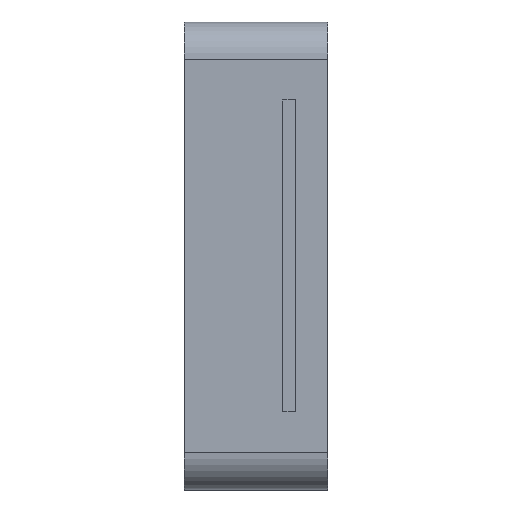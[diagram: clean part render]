
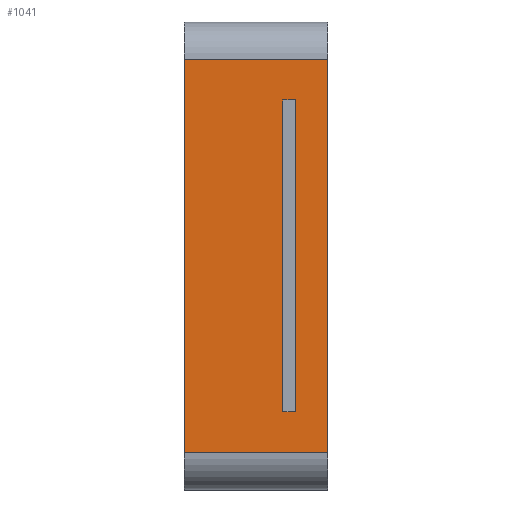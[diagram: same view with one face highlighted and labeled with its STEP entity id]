
A CAD part, left-side view. The second image highlights one B-rep face of the part: STEP entity #1041.
In plain terms, the highlighted planar face has unit normal (-1, 0, 0).
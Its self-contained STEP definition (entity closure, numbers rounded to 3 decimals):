
#39 = CARTESIAN_POINT ( 'NONE',  ( -2.9, 1.15, 1.575 ) ) ;
#50 = EDGE_CURVE ( 'NONE', #842, #493, #885, .T. ) ;
#93 = VERTEX_POINT ( 'NONE', #160 ) ;
#98 = CARTESIAN_POINT ( 'NONE',  ( -2.9, 0., -1.575 ) ) ;
#101 = CARTESIAN_POINT ( 'NONE',  ( -2.9, 0., 1.875 ) ) ;
#160 = CARTESIAN_POINT ( 'NONE',  ( -2.9, 1.15, 1.575 ) ) ;
#188 = DIRECTION ( 'NONE',  ( 0., 0., 1. ) ) ;
#211 = CARTESIAN_POINT ( 'NONE',  ( -2.9, 1.15, -1.575 ) ) ;
#277 = CARTESIAN_POINT ( 'NONE',  ( -2.9, 1.15, 1.875 ) ) ;
#288 = LINE ( 'NONE', #39, #318 ) ;
#305 = LINE ( 'NONE', #645, #1086 ) ;
#318 = VECTOR ( 'NONE', #1049, 1000. ) ;
#336 = EDGE_CURVE ( 'NONE', #917, #493, #305, .T. ) ;
#362 = ORIENTED_EDGE ( 'NONE', *, *, #571, .T. ) ;
#392 = CARTESIAN_POINT ( 'NONE',  ( -2.9, 0., 1.575 ) ) ;
#488 = AXIS2_PLACEMENT_3D ( 'NONE', #277, #789, #188 ) ;
#493 = VERTEX_POINT ( 'NONE', #98 ) ;
#519 = CARTESIAN_POINT ( 'NONE',  ( -2.9, 1.15, 1.875 ) ) ;
#538 = EDGE_LOOP ( 'NONE', ( #362, #584, #767, #982 ) ) ;
#556 = DIRECTION ( 'NONE',  ( 0., -1., 0. ) ) ;
#571 = EDGE_CURVE ( 'NONE', #93, #917, #909, .T. ) ;
#584 = ORIENTED_EDGE ( 'NONE', *, *, #336, .T. ) ;
#645 = CARTESIAN_POINT ( 'NONE',  ( -2.9, 1.15, -1.575 ) ) ;
#767 = ORIENTED_EDGE ( 'NONE', *, *, #50, .F. ) ;
#774 = DIRECTION ( 'NONE',  ( 0., 0., -1. ) ) ;
#785 = DIRECTION ( 'NONE',  ( 0., 0., -1. ) ) ;
#789 = DIRECTION ( 'NONE',  ( -1., 0., 0. ) ) ;
#842 = VERTEX_POINT ( 'NONE', #392 ) ;
#885 = LINE ( 'NONE', #101, #971 ) ;
#909 = LINE ( 'NONE', #519, #1050 ) ;
#917 = VERTEX_POINT ( 'NONE', #211 ) ;
#926 = EDGE_CURVE ( 'NONE', #842, #93, #288, .T. ) ;
#971 = VECTOR ( 'NONE', #785, 1000. ) ;
#982 = ORIENTED_EDGE ( 'NONE', *, *, #926, .T. ) ;
#1017 = FACE_OUTER_BOUND ( 'NONE', #538, .T. ) ;
#1029 = PLANE ( 'NONE',  #488 ) ;
#1041 = ADVANCED_FACE ( 'NONE', ( #1017 ), #1029, .T. ) ;
#1049 = DIRECTION ( 'NONE',  ( 0., 1., 0. ) ) ;
#1050 = VECTOR ( 'NONE', #774, 1000. ) ;
#1086 = VECTOR ( 'NONE', #556, 1000. ) ;
